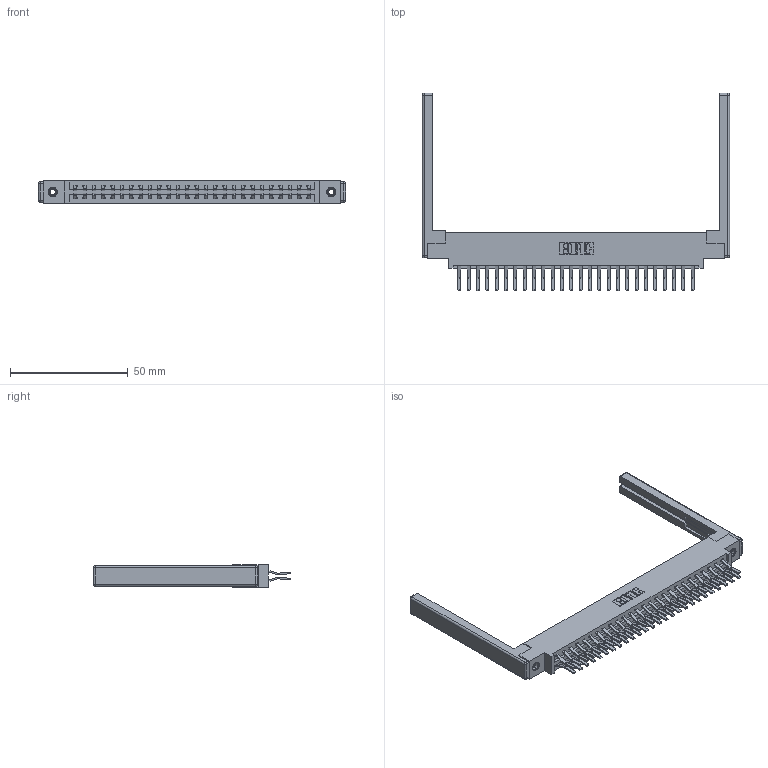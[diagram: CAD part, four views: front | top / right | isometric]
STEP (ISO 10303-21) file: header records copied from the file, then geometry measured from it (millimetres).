
FILE_DESCRIPTION (( 'STEP AP203' ), '1' );
FILE_NAME ('387-052-560-868.STEP', '2019-10-19T04:16:35', ( '' ), ( '' ), 'SwSTEP 2.0', 'SolidWorks 2016', '' );
FILE_SCHEMA (( 'CONFIG_CONTROL_DESIGN' ));
Length unit declared in the file: inch
Products named in the file (5): 345-250-001_345-250-001-102; 387-052-560-868; 307-220-068; 337 Part_0.170 Offset - 0.156 Dia-TI; 345-292-001_560 Tail
Assembly tree (57 placements, depth 2):
  387-052-560-868
    337 Part_0.170 Offset - 0.156 Dia-TI
    345-292-001_560 Tail  x52
    345-250-001_345-250-001-102  x2
    307-220-068  x2
Bounding box: 130.45 x 83.84 x 9.4 mm (x, y, z)
Volume: 18143.5 mm3; surface area: 20527.5 mm2
Topology: 57 solids, 57 shells, 3184 faces, 9397 edges, 6174 vertices
Faces by surface type: plane 2138, cylinder 1022, cone 12, sphere 8, torus 4
Entity records: 25208 total; most frequent: CARTESIAN_POINT 4227, ORIENTED_EDGE 4152, DIRECTION 3698, EDGE_CURVE 2076, LINE 1894, VECTOR 1894, VERTEX_POINT 1374, AXIS2_PLACEMENT_3D 902
